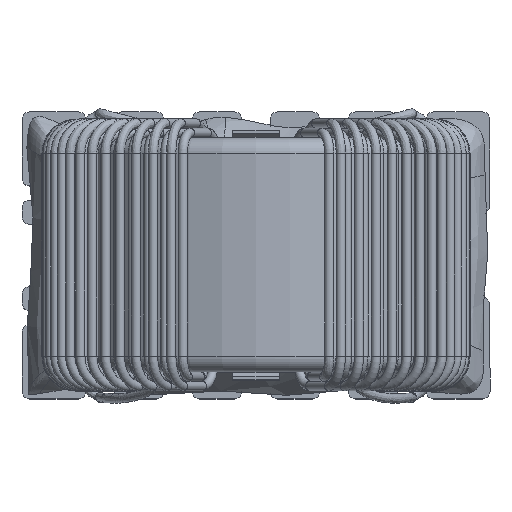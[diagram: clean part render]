
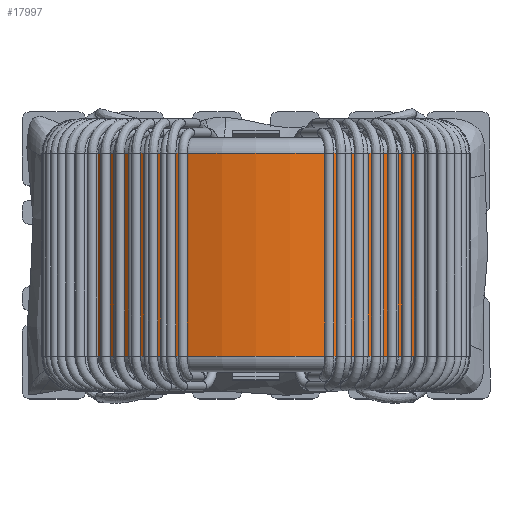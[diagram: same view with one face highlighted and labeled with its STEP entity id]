
A CAD part, top view. The second image highlights one B-rep face of the part: STEP entity #17997.
In plain terms, the highlighted cylindrical face has radius 12.5 mm (diameter 25 mm), a full revolution.
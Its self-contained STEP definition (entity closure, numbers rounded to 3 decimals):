
#1351=CYLINDRICAL_SURFACE('',#19249,12.5);
#2310=ORIENTED_EDGE('',*,*,#4626,.T.);
#2311=ORIENTED_EDGE('',*,*,#4627,.T.);
#4626=EDGE_CURVE('',#5958,#5958,#7090,.T.);
#4627=EDGE_CURVE('',#5959,#5959,#7091,.F.);
#5958=VERTEX_POINT('',#43003);
#5959=VERTEX_POINT('',#43005);
#7090=CIRCLE('',#19250,12.5);
#7091=CIRCLE('',#19251,12.5);
#8334=EDGE_LOOP('',(#2310));
#8335=EDGE_LOOP('',(#2311));
#10044=FACE_BOUND('',#8334,.T.);
#10045=FACE_BOUND('',#8335,.T.);
#17997=ADVANCED_FACE('',(#10044,#10045),#1351,.T.);
#19249=AXIS2_PLACEMENT_3D('',#43001,#21519,#21520);
#19250=AXIS2_PLACEMENT_3D('',#43002,#21521,#21522);
#19251=AXIS2_PLACEMENT_3D('',#43004,#21523,#21524);
#21519=DIRECTION('',(0.,1.,0.));
#21520=DIRECTION('',(0.,0.,1.));
#21521=DIRECTION('',(0.,1.,0.));
#21522=DIRECTION('',(0.,0.,1.));
#21523=DIRECTION('',(0.,1.,0.));
#21524=DIRECTION('',(0.,0.,1.));
#43001=CARTESIAN_POINT('',(0.,-7.5,18.5));
#43002=CARTESIAN_POINT('',(0.,-6.5,18.5));
#43003=CARTESIAN_POINT('',(0.,-6.5,31.));
#43004=CARTESIAN_POINT('',(0.,6.5,18.5));
#43005=CARTESIAN_POINT('',(0.,6.5,31.));
